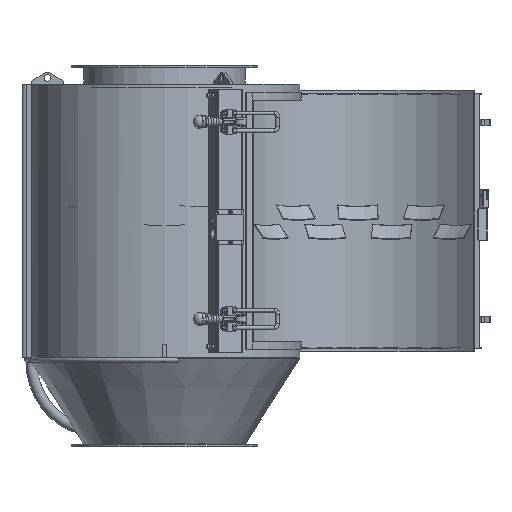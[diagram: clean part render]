
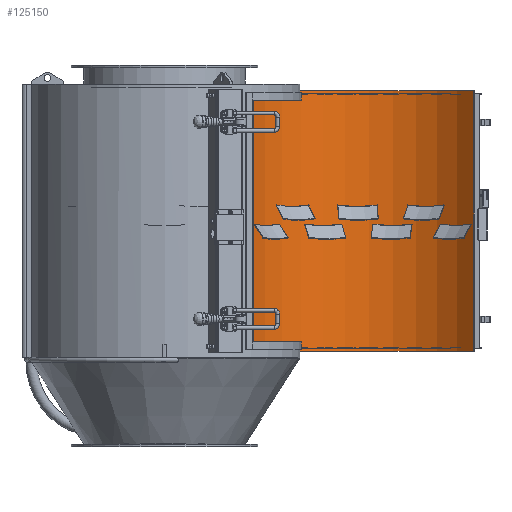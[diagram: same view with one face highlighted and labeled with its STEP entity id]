
A CAD part, left-side view. The second image highlights one B-rep face of the part: STEP entity #125150.
In plain terms, the highlighted cylindrical face has radius 428 mm (diameter 856 mm), a partial arc.
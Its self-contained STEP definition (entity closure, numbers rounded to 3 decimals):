
#5636=LINE($,#174938,#16973);
#5640=LINE($,#174947,#16977);
#16973=VECTOR($,#145915,820.);
#16977=VECTOR($,#145925,820.);
#32487=CYLINDRICAL_SURFACE($,#133485,428.);
#33460=FACE_BOUND($,#43104,.T.);
#43104=EDGE_LOOP($,(#87708,#87709,#87710,#87711));
#50840=CIRCLE($,#133388,428.);
#50841=CIRCLE($,#133391,428.);
#54383=VERTEX_POINT($,#174936);
#54384=VERTEX_POINT($,#174937);
#54385=VERTEX_POINT($,#174942);
#54386=VERTEX_POINT($,#174946);
#67004=EDGE_CURVE($,#54383,#54384,#5636,.T.);
#67007=EDGE_CURVE($,#54384,#54385,#50840,.T.);
#67009=EDGE_CURVE($,#54385,#54386,#5640,.T.);
#67011=EDGE_CURVE($,#54386,#54383,#50841,.T.);
#87708=ORIENTED_EDGE($,*,*,#67007,.F.);
#87709=ORIENTED_EDGE($,*,*,#67004,.F.);
#87710=ORIENTED_EDGE($,*,*,#67011,.F.);
#87711=ORIENTED_EDGE($,*,*,#67009,.F.);
#125150=ADVANCED_FACE($,(#33460),#32487,.F.);
#133388=AXIS2_PLACEMENT_3D($,#174943,#145920,#145921);
#133391=AXIS2_PLACEMENT_3D($,#174950,#145929,#145930);
#133485=AXIS2_PLACEMENT_3D($,#175185,#146192,#146193);
#145915=DIRECTION($,(0.,0.,1.));
#145920=DIRECTION('center_axis',(0.,0.,
-1.));
#145921=DIRECTION('ref_axis',(0.491,0.871,0.));
#145925=DIRECTION($,(0.,0.,-1.));
#145929=DIRECTION('center_axis',(0.,0.,
1.));
#145930=DIRECTION('ref_axis',(0.651,-0.759,0.));
#146192=DIRECTION('center_axis',(0.,0.,
1.));
#146193=DIRECTION('ref_axis',(0.491,0.871,0.));
#174936=CARTESIAN_POINT('',(400.076,-274.915,300.));
#174937=CARTESIAN_POINT('',(400.076,-274.915,1120.));
#174938=CARTESIAN_POINT($,(400.076,-274.915,300.));
#174942=CARTESIAN_POINT('',(468.732,-972.74,1120.));
#174943=CARTESIAN_POINT('Origin',(190.093,-647.864,1120.));
#174946=CARTESIAN_POINT('',(468.732,-972.74,300.));
#174947=CARTESIAN_POINT($,(468.732,-972.74,1120.));
#174950=CARTESIAN_POINT('Origin',(190.093,-647.864,300.));
#175185=CARTESIAN_POINT('Origin',(190.093,-647.864,1120.));
